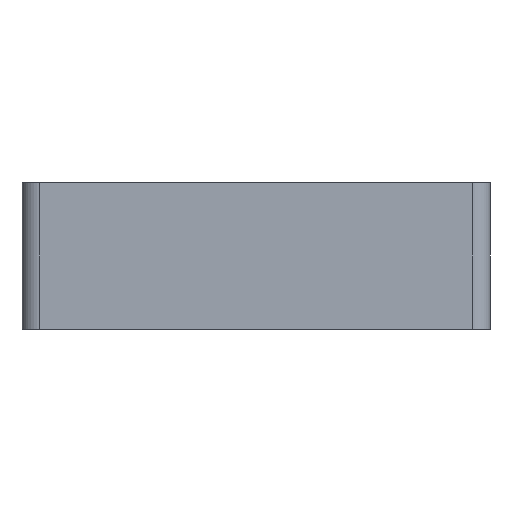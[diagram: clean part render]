
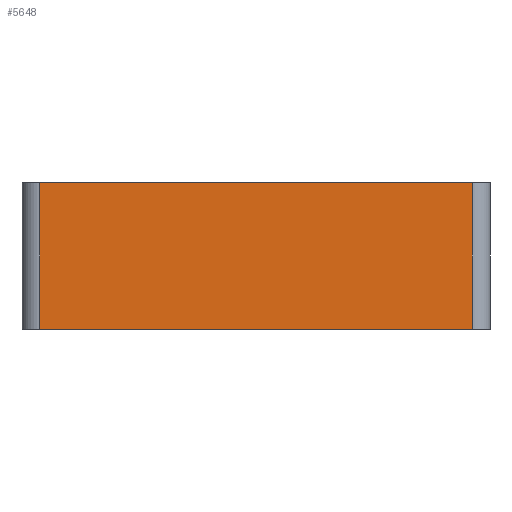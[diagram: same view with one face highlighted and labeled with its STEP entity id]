
A CAD part, left-side view. The second image highlights one B-rep face of the part: STEP entity #5648.
In plain terms, the highlighted planar face has unit normal (-1, 0, 0).
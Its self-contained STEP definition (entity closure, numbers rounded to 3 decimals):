
#5590=CARTESIAN_POINT('',(-20.,-57.108,25.0));
#5591=VERTEX_POINT('',#5590);
#5599=CARTESIAN_POINT('',(-20.,-57.108,0.0));
#5600=VERTEX_POINT('',#5599);
#5601=CARTESIAN_POINT('',(-20.,-57.108,0.0));
#5602=DIRECTION('',(0.0,0.0,1.0));
#5603=VECTOR('',#5602,25.0);
#5604=LINE('',#5601,#5603);
#5605=EDGE_CURVE('',#5600,#5591,#5604,.T.);
#5618=CARTESIAN_POINT('',(-20.,-57.108,0.0));
#5619=DIRECTION('',(-1.0,0.0,0.0));
#5620=DIRECTION('',(0.0,0.0,1.0));
#5621=AXIS2_PLACEMENT_3D('',#5618,#5619,#5620);
#5622=PLANE('',#5621);
#5623=CARTESIAN_POINT('',(-20.0,16.892,25.0));
#5624=VERTEX_POINT('',#5623);
#5625=CARTESIAN_POINT('',(-20.,-57.108,25.0));
#5626=DIRECTION('',(0.0,1.0,0.0));
#5627=VECTOR('',#5626,74.);
#5628=LINE('',#5625,#5627);
#5629=EDGE_CURVE('',#5591,#5624,#5628,.T.);
#5630=ORIENTED_EDGE('',*,*,#5629,.T.);
#5631=CARTESIAN_POINT('',(-20.0,16.892,0.0));
#5632=VERTEX_POINT('',#5631);
#5633=CARTESIAN_POINT('',(-20.0,16.892,0.0));
#5634=DIRECTION('',(0.0,0.0,1.0));
#5635=VECTOR('',#5634,25.0);
#5636=LINE('',#5633,#5635);
#5637=EDGE_CURVE('',#5632,#5624,#5636,.T.);
#5638=ORIENTED_EDGE('',*,*,#5637,.F.);
#5639=CARTESIAN_POINT('',(-20.,-57.108,0.0));
#5640=DIRECTION('',(0.0,1.0,0.0));
#5641=VECTOR('',#5640,74.);
#5642=LINE('',#5639,#5641);
#5643=EDGE_CURVE('',#5600,#5632,#5642,.T.);
#5644=ORIENTED_EDGE('',*,*,#5643,.F.);
#5645=ORIENTED_EDGE('',*,*,#5605,.T.);
#5646=EDGE_LOOP('',(#5630,#5638,#5644,#5645));
#5647=FACE_OUTER_BOUND('',#5646,.T.);
#5648=ADVANCED_FACE('',(#5647),#5622,.T.);
